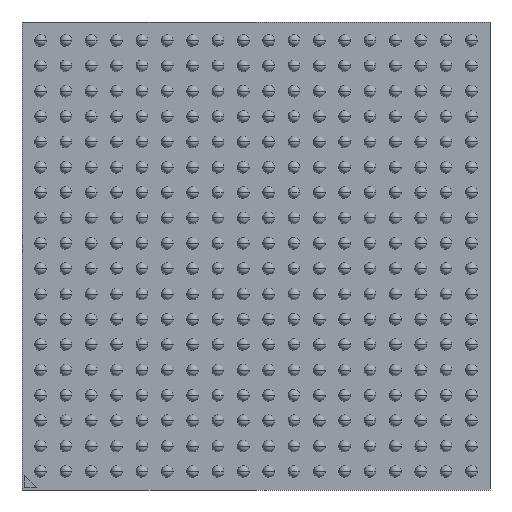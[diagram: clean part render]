
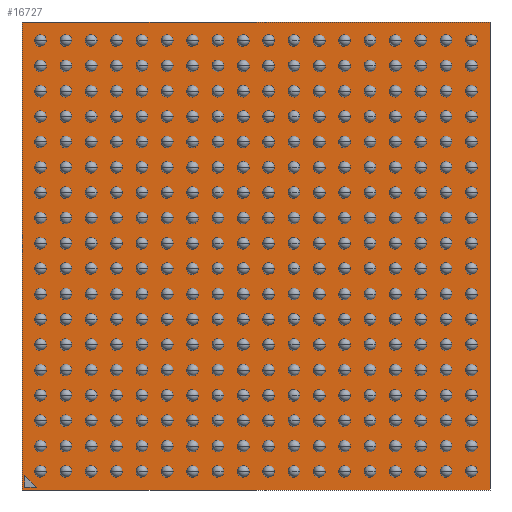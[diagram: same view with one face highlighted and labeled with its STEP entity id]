
A CAD part, front view. The second image highlights one B-rep face of the part: STEP entity #16727.
In plain terms, the highlighted planar face has unit normal (0, -1, 0).
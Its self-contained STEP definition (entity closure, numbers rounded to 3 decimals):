
#16 = ORIENTED_EDGE ( 'NONE', *, *, #13914, .T. ) ;
#291 = EDGE_LOOP ( 'NONE', ( #24222, #16, #23063, #19307 ) ) ;
#410 = VECTOR ( 'NONE', #13552, 1000. ) ;
#1835 = DIRECTION ( 'NONE',  ( 0., 0., -1. ) ) ;
#1895 = VERTEX_POINT ( 'NONE', #16045 ) ;
#2045 = ORIENTED_EDGE ( 'NONE', *, *, #24777, .F. ) ;
#2210 = CARTESIAN_POINT ( 'NONE',  ( -5.931, 0.223, -5.631 ) ) ;
#2838 = FACE_OUTER_BOUND ( 'NONE', #291, .T. ) ;
#2932 = DIRECTION ( 'NONE',  ( 0., 0., -1. ) ) ;
#3068 = DIRECTION ( 'NONE',  ( 0., 1., 0. ) ) ;
#3528 = LINE ( 'NONE', #7111, #15834 ) ;
#4176 = CARTESIAN_POINT ( 'NONE',  ( -5.631, 0.223, -5.931 ) ) ;
#4637 = EDGE_LOOP ( 'NONE', ( #2045, #7740, #23241 ) ) ;
#4865 = LINE ( 'NONE', #14275, #22206 ) ;
#6409 = DIRECTION ( 'NONE',  ( 1., 0., 0. ) ) ;
#6955 = EDGE_CURVE ( 'NONE', #26130, #1895, #21263, .T. ) ;
#7110 = LINE ( 'NONE', #22043, #17172 ) ;
#7111 = CARTESIAN_POINT ( 'NONE',  ( -5.931, 0.223, -5.931 ) ) ;
#7740 = ORIENTED_EDGE ( 'NONE', *, *, #10824, .F. ) ;
#7800 = DIRECTION ( 'NONE',  ( 1., 0., 0. ) ) ;
#7875 = EDGE_CURVE ( 'NONE', #22756, #21230, #3528, .T. ) ;
#8243 = FACE_BOUND ( 'NONE', #4637, .T. ) ;
#9422 = VECTOR ( 'NONE', #16326, 1000. ) ;
#9926 = CARTESIAN_POINT ( 'NONE',  ( -6., 0.223, 6. ) ) ;
#10589 = LINE ( 'NONE', #15628, #410 ) ;
#10708 = PLANE ( 'NONE',  #16635 ) ;
#10712 = EDGE_CURVE ( 'NONE', #21409, #26130, #10589, .T. ) ;
#10824 = EDGE_CURVE ( 'NONE', #21230, #21947, #7110, .T. ) ;
#12734 = CARTESIAN_POINT ( 'NONE',  ( 0., 0.223, 0. ) ) ;
#13552 = DIRECTION ( 'NONE',  ( -1., 0., 0. ) ) ;
#13914 = EDGE_CURVE ( 'NONE', #1895, #16102, #24806, .T. ) ;
#13989 = CARTESIAN_POINT ( 'NONE',  ( -6., 0.223, 6. ) ) ;
#14275 = CARTESIAN_POINT ( 'NONE',  ( 6., 0.223, 6. ) ) ;
#14286 = CARTESIAN_POINT ( 'NONE',  ( -5.931, 0.223, -5.631 ) ) ;
#14681 = CARTESIAN_POINT ( 'NONE',  ( 6., 0.223, -6. ) ) ;
#15628 = CARTESIAN_POINT ( 'NONE',  ( 6., 0.223, 6. ) ) ;
#15834 = VECTOR ( 'NONE', #2932, 1000. ) ;
#16045 = CARTESIAN_POINT ( 'NONE',  ( -6., 0.223, -6. ) ) ;
#16102 = VERTEX_POINT ( 'NONE', #14681 ) ;
#16326 = DIRECTION ( 'NONE',  ( -0.707, 0., 0.707 ) ) ;
#16635 = AXIS2_PLACEMENT_3D ( 'NONE', #12734, #3068, #17262 ) ;
#16727 = ADVANCED_FACE ( 'NONE', ( #8243, #2838 ), #10708, .F. ) ;
#16856 = VECTOR ( 'NONE', #1835, 1000. ) ;
#17172 = VECTOR ( 'NONE', #7800, 1000. ) ;
#17188 = CARTESIAN_POINT ( 'NONE',  ( -5.931, 0.223, -5.931 ) ) ;
#17262 = DIRECTION ( 'NONE',  ( 0., 0., 1. ) ) ;
#18105 = DIRECTION ( 'NONE',  ( 0., 0., 1. ) ) ;
#19307 = ORIENTED_EDGE ( 'NONE', *, *, #10712, .T. ) ;
#19454 = VECTOR ( 'NONE', #6409, 1000. ) ;
#20091 = CARTESIAN_POINT ( 'NONE',  ( 6., 0.223, 6. ) ) ;
#20326 = CARTESIAN_POINT ( 'NONE',  ( 6., 0.223, -6. ) ) ;
#21230 = VERTEX_POINT ( 'NONE', #17188 ) ;
#21263 = LINE ( 'NONE', #13989, #16856 ) ;
#21409 = VERTEX_POINT ( 'NONE', #20091 ) ;
#21938 = EDGE_CURVE ( 'NONE', #16102, #21409, #4865, .T. ) ;
#21947 = VERTEX_POINT ( 'NONE', #4176 ) ;
#22043 = CARTESIAN_POINT ( 'NONE',  ( -5.931, 0.223, -5.931 ) ) ;
#22206 = VECTOR ( 'NONE', #18105, 1000. ) ;
#22756 = VERTEX_POINT ( 'NONE', #14286 ) ;
#23063 = ORIENTED_EDGE ( 'NONE', *, *, #21938, .T. ) ;
#23241 = ORIENTED_EDGE ( 'NONE', *, *, #7875, .F. ) ;
#24222 = ORIENTED_EDGE ( 'NONE', *, *, #6955, .T. ) ;
#24777 = EDGE_CURVE ( 'NONE', #21947, #22756, #25473, .T. ) ;
#24806 = LINE ( 'NONE', #20326, #19454 ) ;
#25473 = LINE ( 'NONE', #2210, #9422 ) ;
#26130 = VERTEX_POINT ( 'NONE', #9926 ) ;
